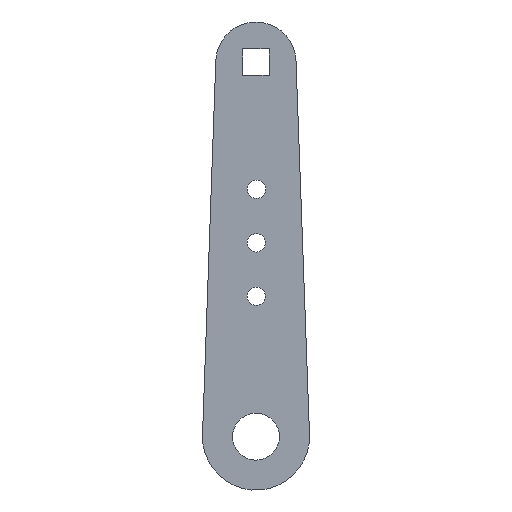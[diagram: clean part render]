
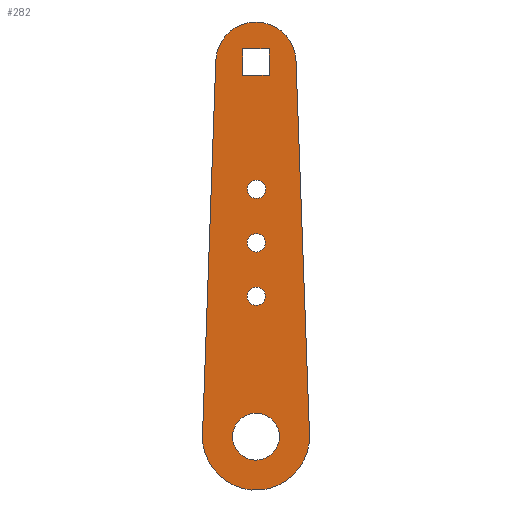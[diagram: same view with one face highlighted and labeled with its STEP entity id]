
A CAD part, left-side view. The second image highlights one B-rep face of the part: STEP entity #282.
In plain terms, the highlighted planar face has unit normal (-1, 0, 0).
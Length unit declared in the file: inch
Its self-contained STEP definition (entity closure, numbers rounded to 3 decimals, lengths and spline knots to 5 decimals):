
#20=FACE_BOUND('',#76,.T.);
#21=FACE_BOUND('',#77,.T.);
#22=FACE_BOUND('',#78,.T.);
#23=FACE_BOUND('',#79,.T.);
#24=FACE_BOUND('',#80,.T.);
#26=CIRCLE('',#311,0.086);
#28=CIRCLE('',#314,0.086);
#30=CIRCLE('',#317,0.086);
#32=CIRCLE('',#320,0.21875);
#33=CIRCLE('',#322,0.375);
#35=CIRCLE('',#326,0.5);
#56=FACE_OUTER_BOUND('',#75,.T.);
#75=EDGE_LOOP('',(#249,#250,#251,#252));
#76=EDGE_LOOP('',(#253));
#77=EDGE_LOOP('',(#254));
#78=EDGE_LOOP('',(#255));
#79=EDGE_LOOP('',(#256));
#80=EDGE_LOOP('',(#257,#258,#259,#260));
#81=LINE('',#413,#105);
#85=LINE('',#421,#109);
#88=LINE('',#427,#112);
#91=LINE('',#432,#115);
#99=LINE('',#469,#123);
#103=LINE('',#480,#127);
#105=VECTOR('',#335,0.3937);
#109=VECTOR('',#341,0.3937);
#112=VECTOR('',#346,0.3937);
#115=VECTOR('',#351,0.3937);
#123=VECTOR('',#391,0.3937);
#127=VECTOR('',#403,0.3937);
#129=VERTEX_POINT('',#411);
#130=VERTEX_POINT('',#412);
#133=VERTEX_POINT('',#420);
#135=VERTEX_POINT('',#426);
#138=VERTEX_POINT('',#437);
#140=VERTEX_POINT('',#443);
#142=VERTEX_POINT('',#449);
#144=VERTEX_POINT('',#455);
#145=VERTEX_POINT('',#459);
#146=VERTEX_POINT('',#460);
#149=VERTEX_POINT('',#468);
#151=VERTEX_POINT('',#474);
#153=EDGE_CURVE('',#129,#130,#81,.T.);
#157=EDGE_CURVE('',#133,#129,#85,.T.);
#160=EDGE_CURVE('',#135,#133,#88,.T.);
#163=EDGE_CURVE('',#130,#135,#91,.T.);
#167=EDGE_CURVE('',#138,#138,#26,.T.);
#170=EDGE_CURVE('',#140,#140,#28,.T.);
#173=EDGE_CURVE('',#142,#142,#30,.T.);
#176=EDGE_CURVE('',#144,#144,#32,.T.);
#177=EDGE_CURVE('',#145,#146,#33,.T.);
#181=EDGE_CURVE('',#149,#145,#99,.T.);
#184=EDGE_CURVE('',#151,#149,#35,.T.);
#187=EDGE_CURVE('',#146,#151,#103,.T.);
#249=ORIENTED_EDGE('',*,*,#187,.F.);
#250=ORIENTED_EDGE('',*,*,#177,.F.);
#251=ORIENTED_EDGE('',*,*,#181,.F.);
#252=ORIENTED_EDGE('',*,*,#184,.F.);
#253=ORIENTED_EDGE('',*,*,#176,.F.);
#254=ORIENTED_EDGE('',*,*,#173,.F.);
#255=ORIENTED_EDGE('',*,*,#170,.F.);
#256=ORIENTED_EDGE('',*,*,#167,.F.);
#257=ORIENTED_EDGE('',*,*,#163,.F.);
#258=ORIENTED_EDGE('',*,*,#153,.F.);
#259=ORIENTED_EDGE('',*,*,#157,.F.);
#260=ORIENTED_EDGE('',*,*,#160,.F.);
#268=PLANE('',#330);
#282=ADVANCED_FACE('',(#56,#20,#21,#22,#23,#24),#268,.F.);
#311=AXIS2_PLACEMENT_3D('',#439,#358,#359);
#314=AXIS2_PLACEMENT_3D('',#445,#365,#366);
#317=AXIS2_PLACEMENT_3D('',#451,#372,#373);
#320=AXIS2_PLACEMENT_3D('',#457,#379,#380);
#322=AXIS2_PLACEMENT_3D('',#461,#383,#384);
#326=AXIS2_PLACEMENT_3D('',#475,#396,#397);
#330=AXIS2_PLACEMENT_3D('',#483,#407,#408);
#335=DIRECTION('',(0.,0.002,-1.));
#341=DIRECTION('',(0.,1.,0.002));
#346=DIRECTION('',(0.,-0.002,1.));
#351=DIRECTION('',(0.,-1.,-0.002));
#358=DIRECTION('center_axis',(-1.,0.,0.));
#359=DIRECTION('ref_axis',(0.,-0.002,1.));
#365=DIRECTION('center_axis',(-1.,0.,0.));
#366=DIRECTION('ref_axis',(0.,-0.002,1.));
#372=DIRECTION('center_axis',(-1.,0.,0.));
#373=DIRECTION('ref_axis',(0.,-0.002,1.));
#379=DIRECTION('center_axis',(-1.,0.,0.));
#380=DIRECTION('ref_axis',(0.,-0.002,1.));
#383=DIRECTION('center_axis',(1.,0.,0.));
#384=DIRECTION('ref_axis',(0.,0.999,0.035));
#391=DIRECTION('',(0.,-0.035,0.999));
#396=DIRECTION('center_axis',(1.,0.,0.));
#397=DIRECTION('ref_axis',(0.,-0.999,0.036));
#403=DIRECTION('',(0.,-0.036,-0.999));
#407=DIRECTION('center_axis',(1.,0.,0.));
#408=DIRECTION('ref_axis',(0.,0.,-1.));
#411=CARTESIAN_POINT('',(0.,0.12485,3.62441));
#412=CARTESIAN_POINT('',(0.,0.12527,3.37641));
#413=CARTESIAN_POINT('',(0.,0.12485,3.62441));
#420=CARTESIAN_POINT('',(0.,-0.12315,3.62399));
#421=CARTESIAN_POINT('',(0.,-0.12315,3.62399));
#426=CARTESIAN_POINT('',(0.,-0.12273,3.37599));
#427=CARTESIAN_POINT('',(0.,-0.12273,3.37599));
#432=CARTESIAN_POINT('',(0.,0.12527,3.37641));
#437=CARTESIAN_POINT('',(0.,-0.00376,2.22553));
#439=CARTESIAN_POINT('Origin',(0.,-0.00391,2.31153));
#443=CARTESIAN_POINT('',(0.,-0.00292,1.72553));
#445=CARTESIAN_POINT('Origin',(0.,-0.00306,1.81153));
#449=CARTESIAN_POINT('',(0.,-0.00207,1.22553));
#451=CARTESIAN_POINT('Origin',(0.,-0.00222,1.31153));
#455=CARTESIAN_POINT('',(0.,0.00037,-0.21875));
#457=CARTESIAN_POINT('Origin',(0.,0.,0.));
#459=CARTESIAN_POINT('',(0.,0.37582,3.51348));
#460=CARTESIAN_POINT('',(0.,-0.3737,3.51371));
#461=CARTESIAN_POINT('Origin',(0.,0.00106,3.5002));
#468=CARTESIAN_POINT('',(0.,0.49969,0.01771));
#469=CARTESIAN_POINT('',(0.,0.49969,0.01771));
#474=CARTESIAN_POINT('',(0.,-0.49968,0.01801));
#475=CARTESIAN_POINT('Origin',(0.,0.,0.));
#480=CARTESIAN_POINT('',(0.,-0.3737,3.51371));
#483=CARTESIAN_POINT('Origin',(0.,0.,1.6876));
